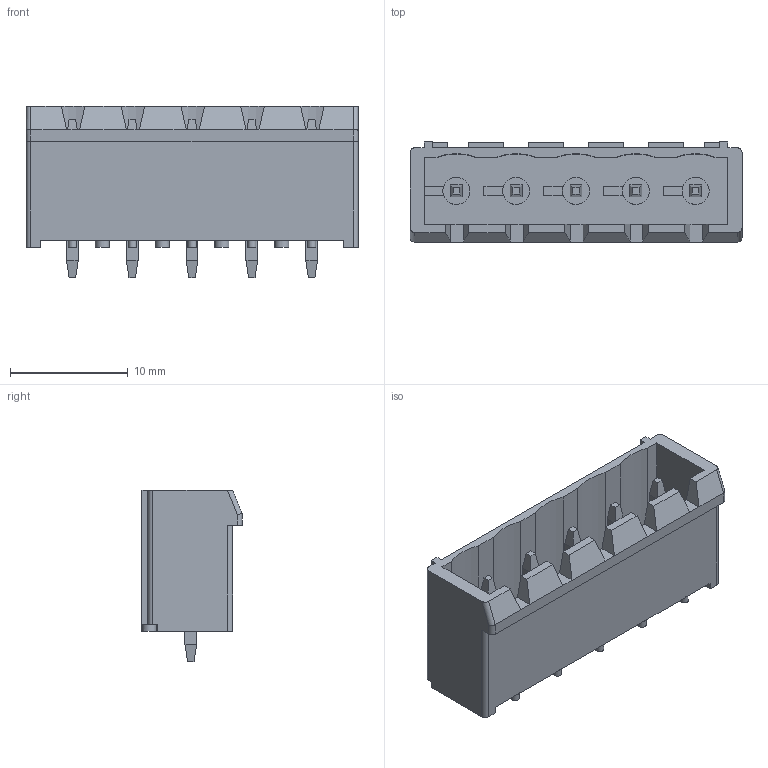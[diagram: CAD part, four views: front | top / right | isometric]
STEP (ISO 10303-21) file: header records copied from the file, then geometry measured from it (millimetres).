
FILE_DESCRIPTION( ( 'Unknown' ), '1' );
FILE_NAME( '691701510005B.stp', 'Unknown', ( 'Quentin LAIDEBEUR' ), ( 'WE' ), 'PSStep 15.0.49', 'Sample-box', ' ' );
FILE_SCHEMA( ( 'AUTOMOTIVE_DESIGN { 1 0 10303 214 1 1 1 1 }' ) );
Length unit declared in the file: millimetre
Products named in the file (3): Assem1; 05; 6917015100xxB_PIN
Assembly tree (6 placements, depth 2):
  Assem1
    05
    6917015100xxB_PIN  x5
Bounding box: 28.2 x 8.5 x 14.6 mm (x, y, z)
Volume: 931.9 mm3; surface area: 2599.7 mm2
Topology: 6 solids, 6 shells, 292 faces, 756 edges, 480 vertices
Faces by surface type: plane 265, cylinder 27
Full cylindrical faces by diameter (mm): 0.7 x5, 1.2 x4, 2.3 x5
Entity records: 9120 total; most frequent: CARTESIAN_POINT 1261, ORIENTED_EDGE 1232, DIRECTION 1176, EDGE_CURVE 616, LINE 542, VECTOR 542, VERTEX_POINT 402, AXIS2_PLACEMENT_3D 317
